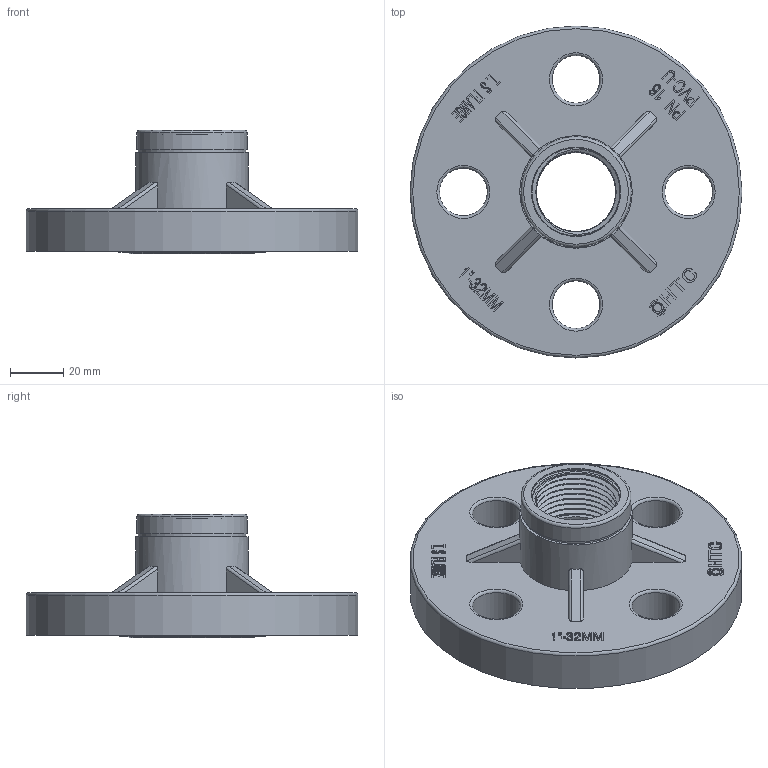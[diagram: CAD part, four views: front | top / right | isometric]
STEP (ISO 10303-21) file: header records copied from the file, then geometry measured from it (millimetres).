
FILE_DESCRIPTION(/* description */ (''),/* implementation_level */ '2;1');
FILE_NAME(/* name */ '32内螺固定法兰+铁圈.stp',/* time_stamp */ '2025-03-13T08:21:31+08:00',/* author */ (''),/* organization */ (''),/* preprocessor_version */ 'ST-DEVELOPER v16',/* originating_system */ 'SIEMENS PLM Software NX 10.0',/* authorisation */ '');
FILE_SCHEMA (('AUTOMOTIVE_DESIGN { 1 0 10303 214 3 1 1 1 }'));
Length unit declared in the file: millimetre
Products named in the file (1): gelv1160A6EC1cez
Bounding box: 125.2 x 125.2 x 46.6 mm (x, y, z)
Volume: 137809.1 mm3; surface area: 53486.7 mm2
Topology: 2 solids, 2 shells, 486 faces, 1297 edges, 861 vertices
Faces by surface type: plane 279, extrusion 113, cylinder 76, torus 10, cone 6, bspline 2
Full cylindrical faces by diameter (mm): 3.108 x1, 4.144 x1, 18 x4, 29.8 x1, 33.249 x8, 33.7 x1, 36 x1, 40.5 x2, 41.5 x1, 42.4 x1, 125.2 x1
Entity records: 17831 total; most frequent: CARTESIAN_POINT 6603, ORIENTED_EDGE 2460, DIRECTION 1874, EDGE_CURVE 1230, VERTEX_POINT 833, VECTOR 828, LINE 715, EDGE_LOOP 567
